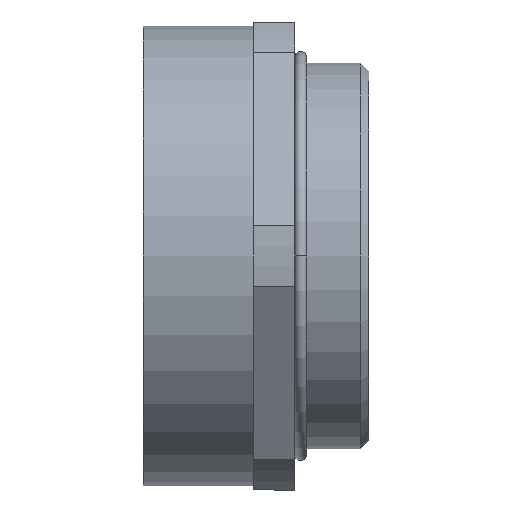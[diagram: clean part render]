
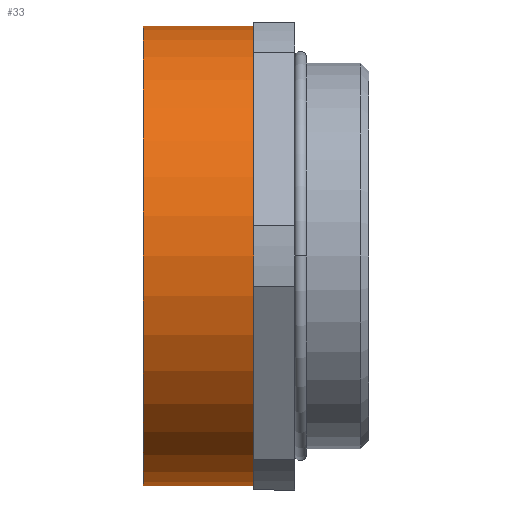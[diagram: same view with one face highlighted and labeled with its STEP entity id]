
A CAD part, left-side view. The second image highlights one B-rep face of the part: STEP entity #33.
In plain terms, the highlighted cylindrical face has radius 28 mm (diameter 56 mm), a partial arc.
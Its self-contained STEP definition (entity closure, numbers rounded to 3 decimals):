
#33 = ADVANCED_FACE ( 'NONE', ( #916 ), #913, .T. ) ;
#62 = EDGE_CURVE ( 'NONE', #464, #463, #637, .T. ) ;
#119 = VECTOR ( 'NONE', #306, 1000. ) ;
#123 = VECTOR ( 'NONE', #297, 1000. ) ;
#141 = AXIS2_PLACEMENT_3D ( 'NONE', #261, #262, #263 ) ;
#211 = EDGE_LOOP ( 'NONE', ( #537, #536, #535, #542 ) ) ;
#231 = CARTESIAN_POINT ( 'NONE',  ( 0., 2.5, -28. ) ) ;
#232 = CARTESIAN_POINT ( 'NONE',  ( 0., 2.5, 28. ) ) ;
#261 = CARTESIAN_POINT ( 'NONE',  ( 0., 2.5, 0. ) ) ;
#262 = DIRECTION ( 'NONE',  ( 0., 1., 0. ) ) ;
#263 = DIRECTION ( 'NONE',  ( 0., 0., 1. ) ) ;
#295 = LINE ( 'NONE', #296, #123 ) ;
#296 = CARTESIAN_POINT ( 'NONE',  ( 0., 12.783, -28. ) ) ;
#297 = DIRECTION ( 'NONE',  ( 0., 1., 0. ) ) ;
#304 = LINE ( 'NONE', #305, #119 ) ;
#305 = CARTESIAN_POINT ( 'NONE',  ( 0., 12.783, 28. ) ) ;
#306 = DIRECTION ( 'NONE',  ( 0., 1., 0. ) ) ;
#463 = VERTEX_POINT ( 'NONE', #1102 ) ;
#464 = VERTEX_POINT ( 'NONE', #1103 ) ;
#465 = VERTEX_POINT ( 'NONE', #231 ) ;
#466 = VERTEX_POINT ( 'NONE', #232 ) ;
#535 = ORIENTED_EDGE ( 'NONE', *, *, #675, .T. ) ;
#536 = ORIENTED_EDGE ( 'NONE', *, *, #661, .T. ) ;
#537 = ORIENTED_EDGE ( 'NONE', *, *, #672, .F. ) ;
#542 = ORIENTED_EDGE ( 'NONE', *, *, #62, .F. ) ;
#619 = CIRCLE ( 'NONE', #141, 28. ) ;
#637 = CIRCLE ( 'NONE', #836, 28. ) ;
#661 = EDGE_CURVE ( 'NONE', #465, #466, #619, .T. ) ;
#672 = EDGE_CURVE ( 'NONE', #465, #464, #295, .T. ) ;
#675 = EDGE_CURVE ( 'NONE', #466, #463, #304, .T. ) ;
#764 = CARTESIAN_POINT ( 'NONE',  ( 0., 12.783, 0. ) ) ;
#765 = DIRECTION ( 'NONE',  ( 0., 1., 0. ) ) ;
#766 = DIRECTION ( 'NONE',  ( 0., 0., 1. ) ) ;
#836 = AXIS2_PLACEMENT_3D ( 'NONE', #984, #985, #986 ) ;
#912 = AXIS2_PLACEMENT_3D ( 'NONE', #764, #765, #766 ) ;
#913 = CYLINDRICAL_SURFACE ( 'NONE', #912, 28. ) ;
#916 = FACE_OUTER_BOUND ( 'NONE', #211, .T. ) ;
#984 = CARTESIAN_POINT ( 'NONE',  ( 0., 16., 0. ) ) ;
#985 = DIRECTION ( 'NONE',  ( 0., 1., 0. ) ) ;
#986 = DIRECTION ( 'NONE',  ( 0., 0., 1. ) ) ;
#1102 = CARTESIAN_POINT ( 'NONE',  ( 0., 16., 28. ) ) ;
#1103 = CARTESIAN_POINT ( 'NONE',  ( 0., 16., -28. ) ) ;
